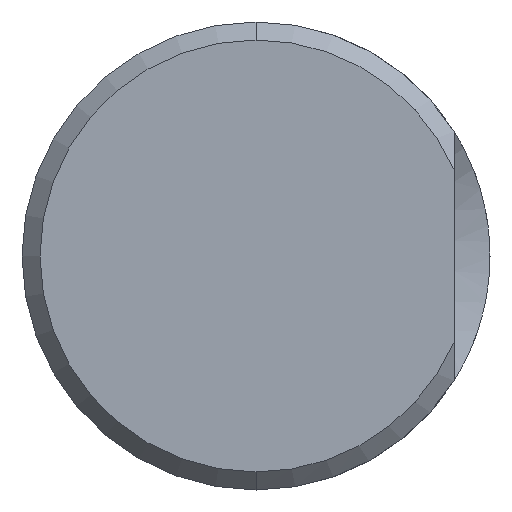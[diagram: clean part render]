
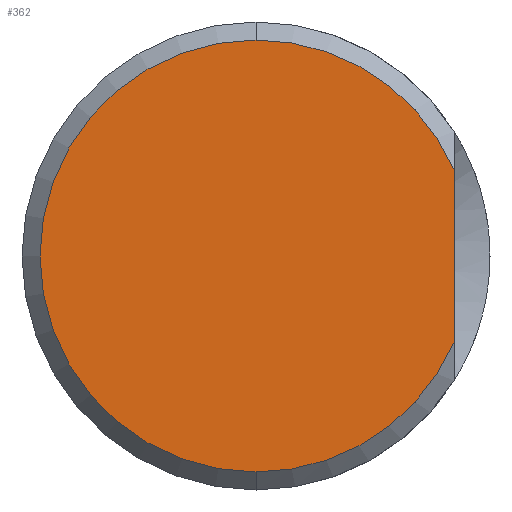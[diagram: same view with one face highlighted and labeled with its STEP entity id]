
A CAD part, front view. The second image highlights one B-rep face of the part: STEP entity #362.
In plain terms, the highlighted planar face has unit normal (0, -1, 0).
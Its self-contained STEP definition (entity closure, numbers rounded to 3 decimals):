
#239 = ORIENTED_EDGE ( 'NONE', *, *, #240, .T. ) ;
#240 = EDGE_CURVE ( 'NONE', #347, #325, #1200, .T. ) ;
#250 = EDGE_CURVE ( 'NONE', #251, #293, #1193, .T. ) ;
#251 = VERTEX_POINT ( 'NONE', #1083 ) ;
#274 = ORIENTED_EDGE ( 'NONE', *, *, #324, .T. ) ;
#293 = VERTEX_POINT ( 'NONE', #1109 ) ;
#324 = EDGE_CURVE ( 'NONE', #325, #251, #1103, .T. ) ;
#325 = VERTEX_POINT ( 'NONE', #1098 ) ;
#347 = VERTEX_POINT ( 'NONE', #1338 ) ;
#355 = ORIENTED_EDGE ( 'NONE', *, *, #250, .T. ) ;
#356 = ORIENTED_EDGE ( 'NONE', *, *, #360, .T. ) ;
#358 = EDGE_LOOP ( 'NONE', ( #239, #274, #355, #356 ) ) ;
#360 = EDGE_CURVE ( 'NONE', #293, #347, #1302, .T. ) ;
#362 = ADVANCED_FACE ( 'NONE', ( #1298 ), #1297, .T. ) ;
#1083 = CARTESIAN_POINT ( 'NONE',  ( 0., 0., -6. ) ) ;
#1084 = DIRECTION ( 'NONE',  ( 0., 0., -1. ) ) ;
#1085 = DIRECTION ( 'NONE',  ( 0., -1., 0. ) ) ;
#1086 = CARTESIAN_POINT ( 'NONE',  ( 0., 0., 0. ) ) ;
#1087 = AXIS2_PLACEMENT_3D ( 'NONE', #1086, #1085, #1084 ) ;
#1098 = CARTESIAN_POINT ( 'NONE',  ( 0., 0., 6. ) ) ;
#1099 = DIRECTION ( 'NONE',  ( 0., 0., -1. ) ) ;
#1100 = DIRECTION ( 'NONE',  ( 0., -1., 0. ) ) ;
#1101 = CARTESIAN_POINT ( 'NONE',  ( 0., 0., 0. ) ) ;
#1102 = AXIS2_PLACEMENT_3D ( 'NONE', #1101, #1100, #1099 ) ;
#1103 = CIRCLE ( 'NONE', #1102, 6. ) ;
#1109 = CARTESIAN_POINT ( 'NONE',  ( 5.5, 0., -2.398 ) ) ;
#1177 = DIRECTION ( 'NONE',  ( 0., -1., 0. ) ) ;
#1178 = CARTESIAN_POINT ( 'NONE',  ( 0., 0., 0. ) ) ;
#1179 = AXIS2_PLACEMENT_3D ( 'NONE', #1178, #1177, #1196 ) ;
#1193 = CIRCLE ( 'NONE', #1087, 6. ) ;
#1196 = DIRECTION ( 'NONE',  ( 0., 0., -1. ) ) ;
#1200 = CIRCLE ( 'NONE', #1179, 6. ) ;
#1296 = AXIS2_PLACEMENT_3D ( 'NONE', #1418, #1417, #1416 ) ;
#1297 = PLANE ( 'NONE',  #1296 ) ;
#1298 = FACE_OUTER_BOUND ( 'NONE', #358, .T. ) ;
#1299 = DIRECTION ( 'NONE',  ( 0., 0., 1. ) ) ;
#1300 = VECTOR ( 'NONE', #1299, 1000. ) ;
#1301 = CARTESIAN_POINT ( 'NONE',  ( 5.5, 0., 0. ) ) ;
#1302 = LINE ( 'NONE', #1301, #1300 ) ;
#1338 = CARTESIAN_POINT ( 'NONE',  ( 5.5, 0., 2.398 ) ) ;
#1416 = DIRECTION ( 'NONE',  ( 0., 0., -1. ) ) ;
#1417 = DIRECTION ( 'NONE',  ( 0., -1., 0. ) ) ;
#1418 = CARTESIAN_POINT ( 'NONE',  ( 0., 0., 0. ) ) ;
